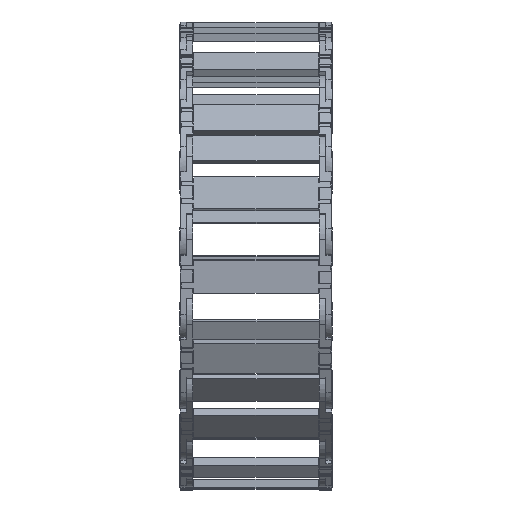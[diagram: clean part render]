
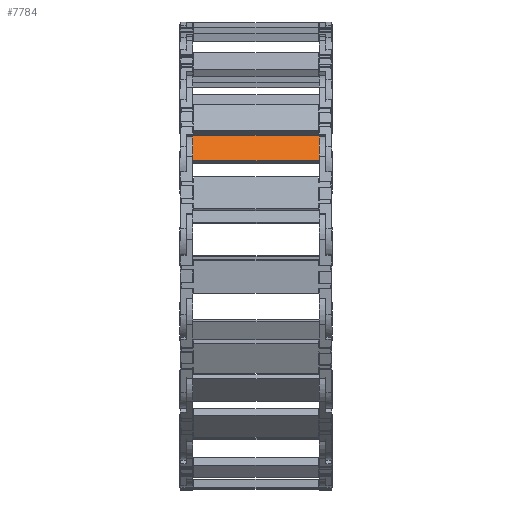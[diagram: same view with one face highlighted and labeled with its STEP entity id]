
A CAD part, left-side view. The second image highlights one B-rep face of the part: STEP entity #7784.
In plain terms, the highlighted planar face has unit normal (-0.792, 0, 0.61).
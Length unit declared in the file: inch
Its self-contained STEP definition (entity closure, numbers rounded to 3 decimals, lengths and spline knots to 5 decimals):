
#248 = EDGE_LOOP ( 'NONE', ( #71301, #12990, #64511, #72071 ) ) ;
#2529 = EDGE_CURVE ( 'NONE', #44495, #15872, #37358, .T. ) ;
#4964 = CARTESIAN_POINT ( 'NONE',  ( -26.0319, 1.51583, 7.52237 ) ) ;
#6593 = CARTESIAN_POINT ( 'NONE',  ( -25.79163, 1.51583, 7.83425 ) ) ;
#7784 = ADVANCED_FACE ( 'NONE', ( #64172 ), #16693, .F. ) ;
#12990 = ORIENTED_EDGE ( 'NONE', *, *, #59631, .F. ) ;
#15872 = VERTEX_POINT ( 'NONE', #69369 ) ;
#16693 = PLANE ( 'NONE',  #33737 ) ;
#20319 = VECTOR ( 'NONE', #45918, 39.37008 ) ;
#22892 = DIRECTION ( 'NONE',  ( 0., -1., 0. ) ) ;
#22903 = CARTESIAN_POINT ( 'NONE',  ( -26.0319, 3.0315, 7.52237 ) ) ;
#24129 = DIRECTION ( 'NONE',  ( 0., 1., 0. ) ) ;
#25778 = DIRECTION ( 'NONE',  ( -0.61, 0., -0.792 ) ) ;
#26602 = CARTESIAN_POINT ( 'NONE',  ( -25.79163, 0.00012, 7.83425 ) ) ;
#29776 = VECTOR ( 'NONE', #30952, 39.37008 ) ;
#30952 = DIRECTION ( 'NONE',  ( 0., 1., 0. ) ) ;
#33737 = AXIS2_PLACEMENT_3D ( 'NONE', #4964, #41578, #22892 ) ;
#37358 = LINE ( 'NONE', #6593, #63775 ) ;
#38989 = LINE ( 'NONE', #50315, #67140 ) ;
#40568 = EDGE_CURVE ( 'NONE', #44495, #56328, #38989, .T. ) ;
#41578 = DIRECTION ( 'NONE',  ( 0.792, 0., -0.61 ) ) ;
#44495 = VERTEX_POINT ( 'NONE', #26602 ) ;
#45918 = DIRECTION ( 'NONE',  ( -0.61, 0., -0.792 ) ) ;
#50315 = CARTESIAN_POINT ( 'NONE',  ( -26.0319, 0.00012, 7.52237 ) ) ;
#56328 = VERTEX_POINT ( 'NONE', #61633 ) ;
#58702 = LINE ( 'NONE', #22903, #20319 ) ;
#59354 = LINE ( 'NONE', #60894, #29776 ) ;
#59631 = EDGE_CURVE ( 'NONE', #56328, #67690, #59354, .T. ) ;
#60894 = CARTESIAN_POINT ( 'NONE',  ( -26.27217, 1.51583, 7.21048 ) ) ;
#61633 = CARTESIAN_POINT ( 'NONE',  ( -26.27217, 0.00012, 7.21048 ) ) ;
#63775 = VECTOR ( 'NONE', #24129, 39.37008 ) ;
#64172 = FACE_OUTER_BOUND ( 'NONE', #248, .T. ) ;
#64511 = ORIENTED_EDGE ( 'NONE', *, *, #40568, .F. ) ;
#67140 = VECTOR ( 'NONE', #25778, 39.37008 ) ;
#67690 = VERTEX_POINT ( 'NONE', #69313 ) ;
#69313 = CARTESIAN_POINT ( 'NONE',  ( -26.27217, 3.0315, 7.21048 ) ) ;
#69369 = CARTESIAN_POINT ( 'NONE',  ( -25.79163, 3.0315, 7.83425 ) ) ;
#71301 = ORIENTED_EDGE ( 'NONE', *, *, #73291, .T. ) ;
#72071 = ORIENTED_EDGE ( 'NONE', *, *, #2529, .T. ) ;
#73291 = EDGE_CURVE ( 'NONE', #15872, #67690, #58702, .T. ) ;
